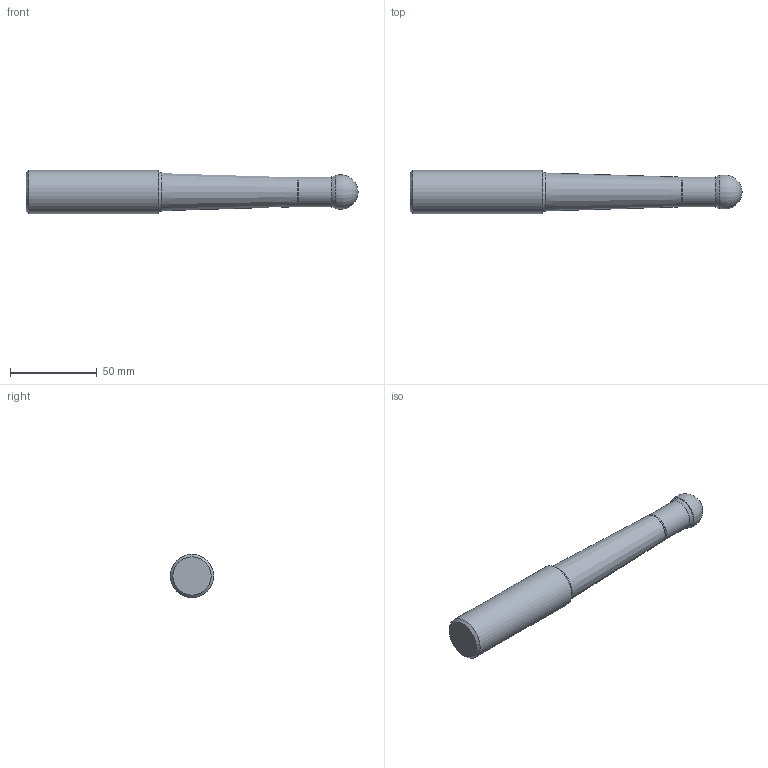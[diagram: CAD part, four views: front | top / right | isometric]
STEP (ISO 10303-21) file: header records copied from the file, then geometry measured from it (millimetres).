
FILE_DESCRIPTION(/* description */ (''),/* implementation_level */ '2;1');
FILE_NAME(/* name */ '202828064ndi000_00.stp',/* time_stamp */ '2020-01-31T08:18:42+01:00',/* author */ (''),/* organization */ (''),/* preprocessor_version */ 'ST-DEVELOPER v16.7',/* originating_system */ 'SIEMENS PLM Software NX 12.0',/* authorisation */ '');
FILE_SCHEMA (('AUTOMOTIVE_DESIGN { 1 0 10303 214 3 1 1 1 }'));
Length unit declared in the file: millimetre
Products named in the file (1): mp540CB83A6Dyfp6
Bounding box: 191 x 24.99 x 24.99 mm (x, y, z)
Volume: 71936.3 mm3; surface area: 14340.9 mm2
Topology: 2 solids, 2 shells, 15 faces, 25 edges, 15 vertices
Faces by surface type: plane 4, revolution 3, cylinder 3, cone 2, torus 2, sphere 1
Full cylindrical faces by diameter (mm): 16.995 x1, 17.125 x1, 24.994 x1
Entity records: 353 total; most frequent: CARTESIAN_POINT 72, DIRECTION 55, EDGE_LOOP 26, ORIENTED_EDGE 26, AXIS2_PLACEMENT_3D 26, FACE_BOUND 22, ADVANCED_FACE 15, VERTEX_POINT 13
